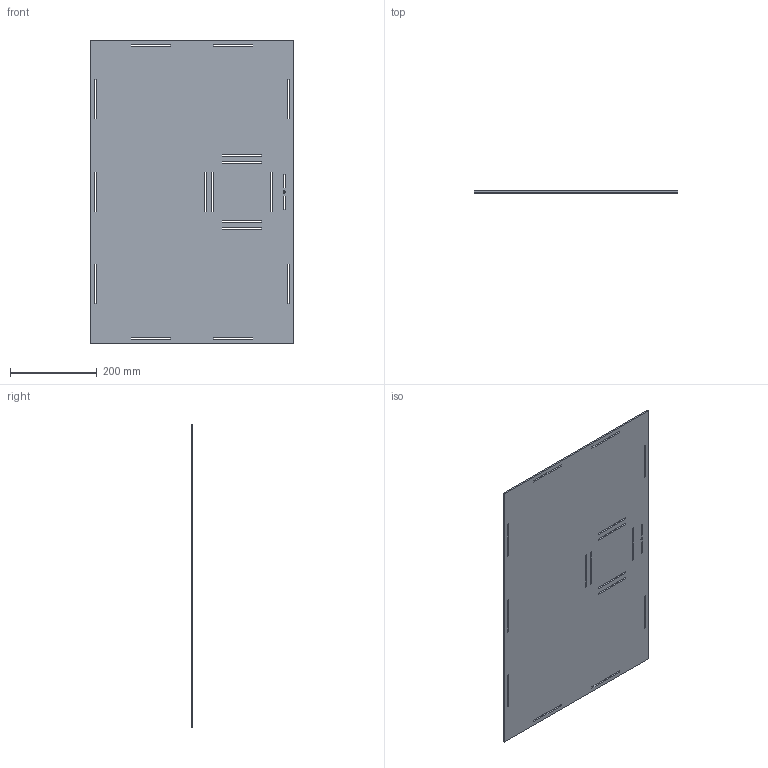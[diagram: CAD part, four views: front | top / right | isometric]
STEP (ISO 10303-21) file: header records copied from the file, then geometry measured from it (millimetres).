
FILE_DESCRIPTION(/* description */ (''),/* implementation_level */ '2;1');
FILE_NAME(/* name */ 'основание.stp',/* time_stamp */ '2023-02-18T23:40:52+03:00',/* author */ ('Tasya'),/* organization */ (''),/* preprocessor_version */ 'ST-DEVELOPER v18.1',/* originating_system */ 'Autodesk Inventor 2021',/* authorisation */ '');
FILE_SCHEMA (('AUTOMOTIVE_DESIGN { 1 0 10303 214 3 1 1 }'));
Length unit declared in the file: millimetre
Products named in the file (1): основание
Bounding box: 470 x 4 x 701 mm (x, y, z)
Volume: 1293843.9 mm3; surface area: 668911.8 mm2
Topology: 1 solids, 1 shells, 80 faces, 233 edges, 156 vertices
Faces by surface type: plane 79, cylinder 1
Full cylindrical faces by diameter (mm): 5.2 x1
Entity records: 2708 total; most frequent: CARTESIAN_POINT 470, ORIENTED_EDGE 466, DIRECTION 399, EDGE_CURVE 233, LINE 229, VECTOR 229, VERTEX_POINT 156, EDGE_LOOP 117
